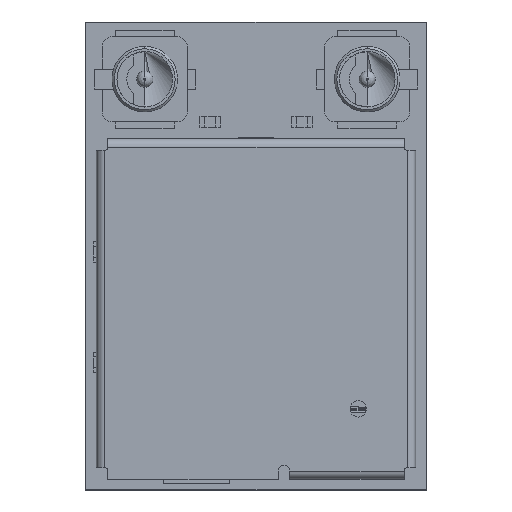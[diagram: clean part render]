
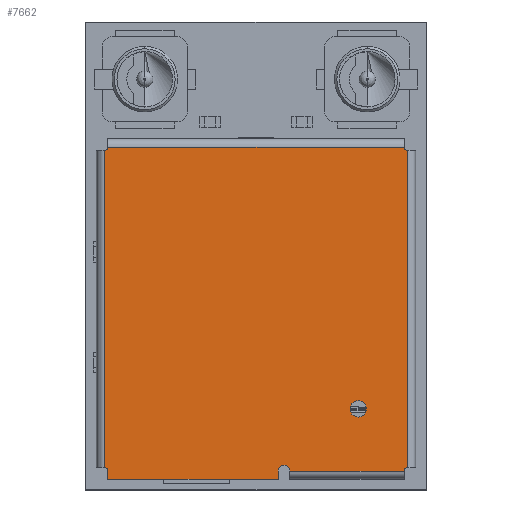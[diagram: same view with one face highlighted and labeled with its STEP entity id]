
A CAD part, top view. The second image highlights one B-rep face of the part: STEP entity #7662.
In plain terms, the highlighted planar face has unit normal (0, 0, 1).
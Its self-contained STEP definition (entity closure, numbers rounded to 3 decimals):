
#7427 = VERTEX_POINT('',#7428);
#7428 = CARTESIAN_POINT('',(8.075,2.477,1.35
    ));
#7434 = EDGE_CURVE('',#7435,#7427,#7437,.T.);
#7435 = VERTEX_POINT('',#7436);
#7436 = CARTESIAN_POINT('',(8.575,2.477,1.35)
  );
#7437 = CIRCLE('',#7438,0.25);
#7438 = AXIS2_PLACEMENT_3D('',#7439,#7440,#7441);
#7439 = CARTESIAN_POINT('',(8.325,2.477,1.35)
  );
#7440 = DIRECTION('',(0.,0.,1.));
#7441 = DIRECTION('',(-1.,0.,0.));
#7662 = ADVANCED_FACE('',(#7663,#7673),#7776,.T.);
#7663 = FACE_BOUND('',#7664,.T.);
#7664 = EDGE_LOOP('',(#7665,#7672));
#7665 = ORIENTED_EDGE('',*,*,#7666,.F.);
#7666 = EDGE_CURVE('',#7427,#7435,#7667,.T.);
#7667 = CIRCLE('',#7668,0.25);
#7668 = AXIS2_PLACEMENT_3D('',#7669,#7670,#7671);
#7669 = CARTESIAN_POINT('',(8.325,2.477,1.35)
  );
#7670 = DIRECTION('',(0.,0.,1.));
#7671 = DIRECTION('',(-1.,0.,0.));
#7672 = ORIENTED_EDGE('',*,*,#7434,.F.);
#7673 = FACE_BOUND('',#7674,.T.);
#7674 = EDGE_LOOP('',(#7675,#7685,#7694,#7702,#7711,#7719,#7727,#7735,
    #7744,#7752,#7761,#7769));
#7675 = ORIENTED_EDGE('',*,*,#7676,.F.);
#7676 = EDGE_CURVE('',#7677,#7679,#7681,.T.);
#7677 = VERTEX_POINT('',#7678);
#7678 = CARTESIAN_POINT('',(0.675,10.477,
    1.35));
#7679 = VERTEX_POINT('',#7680);
#7680 = CARTESIAN_POINT('',(9.725,10.477,
    1.35));
#7681 = LINE('',#7682,#7683);
#7682 = CARTESIAN_POINT('',(9.825,10.477,
    1.35));
#7683 = VECTOR('',#7684,1.);
#7684 = DIRECTION('',(1.,0.,0.));
#7685 = ORIENTED_EDGE('',*,*,#7686,.F.);
#7686 = EDGE_CURVE('',#7687,#7677,#7689,.T.);
#7687 = VERTEX_POINT('',#7688);
#7688 = CARTESIAN_POINT('',(0.575,10.377,
    1.35));
#7689 = CIRCLE('',#7690,0.1);
#7690 = AXIS2_PLACEMENT_3D('',#7691,#7692,#7693);
#7691 = CARTESIAN_POINT('',(0.575,10.477,
    1.35));
#7692 = DIRECTION('',(0.,0.,1.));
#7693 = DIRECTION('',(-1.,0.,0.));
#7694 = ORIENTED_EDGE('',*,*,#7695,.F.);
#7695 = EDGE_CURVE('',#7696,#7687,#7698,.T.);
#7696 = VERTEX_POINT('',#7697);
#7697 = CARTESIAN_POINT('',(0.575,0.677,1.35
    ));
#7698 = LINE('',#7699,#7700);
#7699 = CARTESIAN_POINT('',(0.575,10.477,
    1.35));
#7700 = VECTOR('',#7701,1.);
#7701 = DIRECTION('',(0.,1.,0.));
#7702 = ORIENTED_EDGE('',*,*,#7703,.F.);
#7703 = EDGE_CURVE('',#7704,#7696,#7706,.T.);
#7704 = VERTEX_POINT('',#7705);
#7705 = CARTESIAN_POINT('',(0.675,0.577,1.35
    ));
#7706 = CIRCLE('',#7707,0.1);
#7707 = AXIS2_PLACEMENT_3D('',#7708,#7709,#7710);
#7708 = CARTESIAN_POINT('',(0.575,0.577,1.35
    ));
#7709 = DIRECTION('',(0.,0.,1.));
#7710 = DIRECTION('',(-1.,0.,0.));
#7711 = ORIENTED_EDGE('',*,*,#7712,.F.);
#7712 = EDGE_CURVE('',#7713,#7704,#7715,.T.);
#7713 = VERTEX_POINT('',#7714);
#7714 = CARTESIAN_POINT('',(0.675,0.327,1.35)
  );
#7715 = LINE('',#7716,#7717);
#7716 = CARTESIAN_POINT('',(0.675,0.327,1.35)
  );
#7717 = VECTOR('',#7718,1.);
#7718 = DIRECTION('',(0.,1.,0.));
#7719 = ORIENTED_EDGE('',*,*,#7720,.F.);
#7720 = EDGE_CURVE('',#7721,#7713,#7723,.T.);
#7721 = VERTEX_POINT('',#7722);
#7722 = CARTESIAN_POINT('',(5.875,0.327,1.35)
  );
#7723 = LINE('',#7724,#7725);
#7724 = CARTESIAN_POINT('',(9.825,0.327,1.35)
  );
#7725 = VECTOR('',#7726,1.);
#7726 = DIRECTION('',(-1.,0.,0.));
#7727 = ORIENTED_EDGE('',*,*,#7728,.F.);
#7728 = EDGE_CURVE('',#7729,#7721,#7731,.T.);
#7729 = VERTEX_POINT('',#7730);
#7730 = CARTESIAN_POINT('',(5.875,0.577,1.35
    ));
#7731 = LINE('',#7732,#7733);
#7732 = CARTESIAN_POINT('',(5.875,10.477,
    1.35));
#7733 = VECTOR('',#7734,1.);
#7734 = DIRECTION('',(0.,-1.,0.));
#7735 = ORIENTED_EDGE('',*,*,#7736,.T.);
#7736 = EDGE_CURVE('',#7729,#7737,#7739,.T.);
#7737 = VERTEX_POINT('',#7738);
#7738 = CARTESIAN_POINT('',(6.235,0.577,1.35
    ));
#7739 = CIRCLE('',#7740,0.18);
#7740 = AXIS2_PLACEMENT_3D('',#7741,#7742,#7743);
#7741 = CARTESIAN_POINT('',(6.055,0.577,1.35)
  );
#7742 = DIRECTION('',(0.,0.,-1.));
#7743 = DIRECTION('',(-1.,0.,0.));
#7744 = ORIENTED_EDGE('',*,*,#7745,.T.);
#7745 = EDGE_CURVE('',#7737,#7746,#7748,.T.);
#7746 = VERTEX_POINT('',#7747);
#7747 = CARTESIAN_POINT('',(9.725,0.577,1.35
    ));
#7748 = LINE('',#7749,#7750);
#7749 = CARTESIAN_POINT('',(9.825,0.577,1.35
    ));
#7750 = VECTOR('',#7751,1.);
#7751 = DIRECTION('',(1.,0.,0.));
#7752 = ORIENTED_EDGE('',*,*,#7753,.F.);
#7753 = EDGE_CURVE('',#7754,#7746,#7756,.T.);
#7754 = VERTEX_POINT('',#7755);
#7755 = CARTESIAN_POINT('',(9.825,0.677,1.35
    ));
#7756 = CIRCLE('',#7757,0.1);
#7757 = AXIS2_PLACEMENT_3D('',#7758,#7759,#7760);
#7758 = CARTESIAN_POINT('',(9.825,0.577,1.35
    ));
#7759 = DIRECTION('',(0.,0.,1.));
#7760 = DIRECTION('',(-1.,0.,0.));
#7761 = ORIENTED_EDGE('',*,*,#7762,.F.);
#7762 = EDGE_CURVE('',#7763,#7754,#7765,.T.);
#7763 = VERTEX_POINT('',#7764);
#7764 = CARTESIAN_POINT('',(9.825,10.377,
    1.35));
#7765 = LINE('',#7766,#7767);
#7766 = CARTESIAN_POINT('',(9.825,10.477,
    1.35));
#7767 = VECTOR('',#7768,1.);
#7768 = DIRECTION('',(0.,-1.,0.));
#7769 = ORIENTED_EDGE('',*,*,#7770,.F.);
#7770 = EDGE_CURVE('',#7679,#7763,#7771,.T.);
#7771 = CIRCLE('',#7772,0.1);
#7772 = AXIS2_PLACEMENT_3D('',#7773,#7774,#7775);
#7773 = CARTESIAN_POINT('',(9.825,10.477,
    1.35));
#7774 = DIRECTION('',(0.,0.,1.));
#7775 = DIRECTION('',(-1.,0.,0.));
#7776 = PLANE('',#7777);
#7777 = AXIS2_PLACEMENT_3D('',#7778,#7779,#7780);
#7778 = CARTESIAN_POINT('',(9.825,10.477,
    1.35));
#7779 = DIRECTION('',(0.,0.,1.));
#7780 = DIRECTION('',(-1.,0.,0.));
